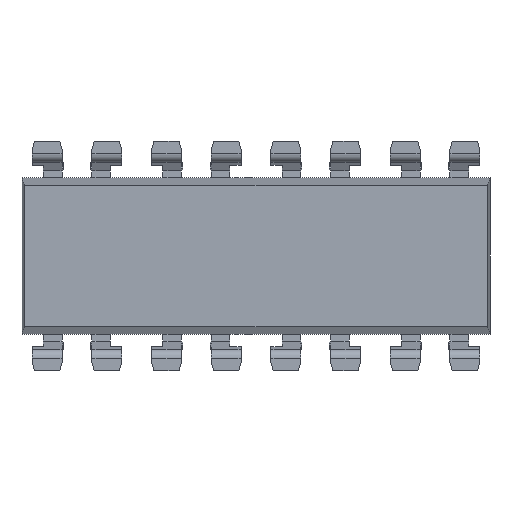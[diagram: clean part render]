
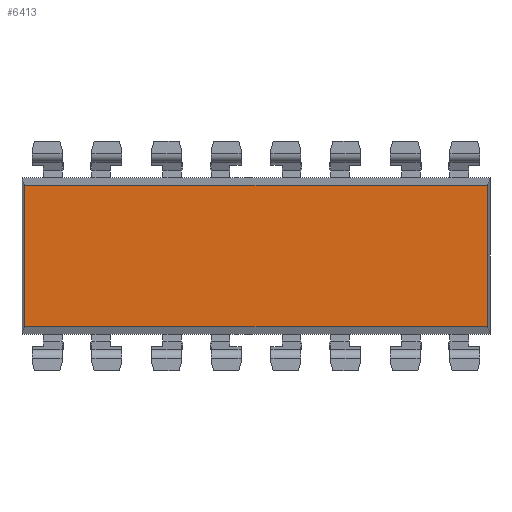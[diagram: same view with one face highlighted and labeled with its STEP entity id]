
A CAD part, front view. The second image highlights one B-rep face of the part: STEP entity #6413.
In plain terms, the highlighted planar face has unit normal (0, -1, 0).
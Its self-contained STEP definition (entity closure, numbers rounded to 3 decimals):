
#36 = CARTESIAN_POINT ( 'NONE',  ( -9.836, 0.249, 3.009 ) ) ;
#95 = ORIENTED_EDGE ( 'NONE', *, *, #5377, .T. ) ;
#419 = DIRECTION ( 'NONE',  ( 0., -1., 0. ) ) ;
#868 = EDGE_CURVE ( 'NONE', #4042, #11281, #4738, .T. ) ;
#1455 = VERTEX_POINT ( 'NONE', #5400 ) ;
#1968 = CARTESIAN_POINT ( 'NONE',  ( 9.836, 0.249, -3.323 ) ) ;
#2091 = DIRECTION ( 'NONE',  ( 0., 0., -1. ) ) ;
#2125 = EDGE_LOOP ( 'NONE', ( #5956, #5760, #3075, #95 ) ) ;
#2134 = DIRECTION ( 'NONE',  ( 1., 0., 0. ) ) ;
#2167 = CARTESIAN_POINT ( 'NONE',  ( 0., 0.249, 3.009 ) ) ;
#2466 = VECTOR ( 'NONE', #10440, 1000. ) ;
#2992 = PLANE ( 'NONE',  #10281 ) ;
#3075 = ORIENTED_EDGE ( 'NONE', *, *, #7330, .F. ) ;
#3561 = VECTOR ( 'NONE', #9819, 1000. ) ;
#4042 = VERTEX_POINT ( 'NONE', #36 ) ;
#4738 = LINE ( 'NONE', #2167, #10273 ) ;
#4953 = LINE ( 'NONE', #8182, #3561 ) ;
#5377 = EDGE_CURVE ( 'NONE', #1455, #11281, #9138, .T. ) ;
#5400 = CARTESIAN_POINT ( 'NONE',  ( 9.836, 0.249, -3.009 ) ) ;
#5648 = LINE ( 'NONE', #11333, #2466 ) ;
#5760 = ORIENTED_EDGE ( 'NONE', *, *, #11303, .T. ) ;
#5956 = ORIENTED_EDGE ( 'NONE', *, *, #868, .F. ) ;
#6065 = VERTEX_POINT ( 'NONE', #6145 ) ;
#6145 = CARTESIAN_POINT ( 'NONE',  ( -9.836, 0.249, -3.009 ) ) ;
#6361 = FACE_OUTER_BOUND ( 'NONE', #2125, .T. ) ;
#6413 = ADVANCED_FACE ( 'NONE', ( #6361 ), #2992, .T. ) ;
#6925 = VECTOR ( 'NONE', #10725, 1000. ) ;
#7330 = EDGE_CURVE ( 'NONE', #1455, #6065, #5648, .T. ) ;
#8182 = CARTESIAN_POINT ( 'NONE',  ( -9.836, 0.249, 3.322 ) ) ;
#8935 = CARTESIAN_POINT ( 'NONE',  ( 9.836, 0.249, 3.009 ) ) ;
#9138 = LINE ( 'NONE', #1968, #6925 ) ;
#9819 = DIRECTION ( 'NONE',  ( 0., 0., -1. ) ) ;
#10273 = VECTOR ( 'NONE', #2134, 1000. ) ;
#10281 = AXIS2_PLACEMENT_3D ( 'NONE', #11044, #419, #2091 ) ;
#10440 = DIRECTION ( 'NONE',  ( -1., 0., 0. ) ) ;
#10725 = DIRECTION ( 'NONE',  ( 0., 0., 1. ) ) ;
#11044 = CARTESIAN_POINT ( 'NONE',  ( 0., 0.249, 0. ) ) ;
#11281 = VERTEX_POINT ( 'NONE', #8935 ) ;
#11303 = EDGE_CURVE ( 'NONE', #4042, #6065, #4953, .T. ) ;
#11333 = CARTESIAN_POINT ( 'NONE',  ( 0., 0.249, -3.009 ) ) ;
